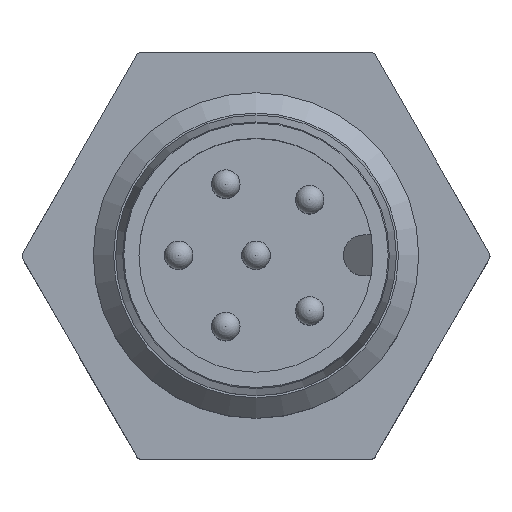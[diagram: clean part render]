
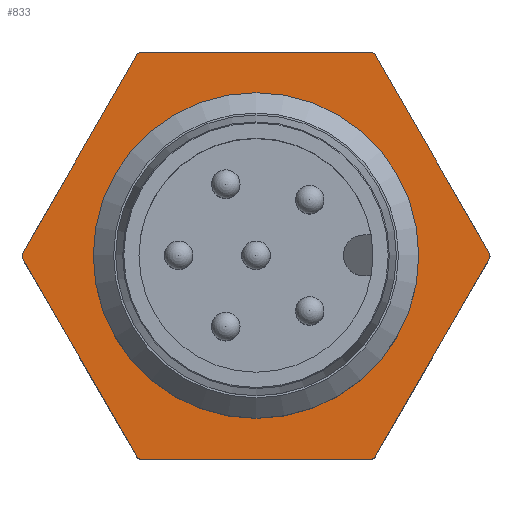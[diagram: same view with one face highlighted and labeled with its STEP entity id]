
A CAD part, top view. The second image highlights one B-rep face of the part: STEP entity #833.
In plain terms, the highlighted planar face has unit normal (0, 0, 1).
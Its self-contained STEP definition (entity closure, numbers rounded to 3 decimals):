
#596=PLANE('',#2737);
#655=FACE_BOUND('',#1128,.T.);
#656=FACE_BOUND('',#1129,.T.);
#833=ADVANCED_FACE('',(#655,#656),#596,.F.);
#1128=EDGE_LOOP('',(#1546));
#1129=EDGE_LOOP('',(#1547,#1548,#1549,#1550,#1551,#1552,#1553,#1554,#1555,
#1556,#1557,#1558));
#1374=LINE('',#3786,#1454);
#1375=LINE('',#3790,#1455);
#1376=LINE('',#3794,#1456);
#1377=LINE('',#3798,#1457);
#1378=LINE('',#3802,#1458);
#1379=LINE('',#3806,#1459);
#1454=VECTOR('',#3074,1.);
#1455=VECTOR('',#3077,1.);
#1456=VECTOR('',#3080,1.);
#1457=VECTOR('',#3083,1.);
#1458=VECTOR('',#3086,1.);
#1459=VECTOR('',#3089,1.);
#1546=ORIENTED_EDGE('',*,*,#2298,.T.);
#1547=ORIENTED_EDGE('',*,*,#2299,.F.);
#1548=ORIENTED_EDGE('',*,*,#2300,.T.);
#1549=ORIENTED_EDGE('',*,*,#2301,.F.);
#1550=ORIENTED_EDGE('',*,*,#2302,.T.);
#1551=ORIENTED_EDGE('',*,*,#2303,.F.);
#1552=ORIENTED_EDGE('',*,*,#2304,.T.);
#1553=ORIENTED_EDGE('',*,*,#2305,.F.);
#1554=ORIENTED_EDGE('',*,*,#2306,.F.);
#1555=ORIENTED_EDGE('',*,*,#2307,.F.);
#1556=ORIENTED_EDGE('',*,*,#2308,.F.);
#1557=ORIENTED_EDGE('',*,*,#2309,.F.);
#1558=ORIENTED_EDGE('',*,*,#2310,.F.);
#2090=VERTEX_POINT('',#3782);
#2091=VERTEX_POINT('',#3784);
#2092=VERTEX_POINT('',#3785);
#2093=VERTEX_POINT('',#3787);
#2094=VERTEX_POINT('',#3789);
#2095=VERTEX_POINT('',#3791);
#2096=VERTEX_POINT('',#3793);
#2097=VERTEX_POINT('',#3795);
#2098=VERTEX_POINT('',#3797);
#2099=VERTEX_POINT('',#3799);
#2100=VERTEX_POINT('',#3801);
#2101=VERTEX_POINT('',#3803);
#2102=VERTEX_POINT('',#3805);
#2298=EDGE_CURVE('',#2090,#2090,#2566,.T.);
#2299=EDGE_CURVE('',#2091,#2092,#2567,.T.);
#2300=EDGE_CURVE('',#2091,#2093,#1374,.T.);
#2301=EDGE_CURVE('',#2094,#2093,#2568,.T.);
#2302=EDGE_CURVE('',#2094,#2095,#1375,.T.);
#2303=EDGE_CURVE('',#2096,#2095,#2569,.T.);
#2304=EDGE_CURVE('',#2096,#2097,#1376,.T.);
#2305=EDGE_CURVE('',#2098,#2097,#2570,.T.);
#2306=EDGE_CURVE('',#2099,#2098,#1377,.T.);
#2307=EDGE_CURVE('',#2100,#2099,#2571,.T.);
#2308=EDGE_CURVE('',#2101,#2100,#1378,.T.);
#2309=EDGE_CURVE('',#2102,#2101,#2572,.T.);
#2310=EDGE_CURVE('',#2092,#2102,#1379,.T.);
#2566=CIRCLE('',#2730,3.45);
#2567=CIRCLE('',#2731,5.75);
#2568=CIRCLE('',#2732,5.75);
#2569=CIRCLE('',#2733,5.75);
#2570=CIRCLE('',#2734,5.75);
#2571=CIRCLE('',#2735,5.75);
#2572=CIRCLE('',#2736,5.75);
#2730=AXIS2_PLACEMENT_3D('',#3781,#3070,#3071);
#2731=AXIS2_PLACEMENT_3D('',#3783,#3072,#3073);
#2732=AXIS2_PLACEMENT_3D('',#3788,#3075,#3076);
#2733=AXIS2_PLACEMENT_3D('',#3792,#3078,#3079);
#2734=AXIS2_PLACEMENT_3D('',#3796,#3081,#3082);
#2735=AXIS2_PLACEMENT_3D('',#3800,#3084,#3085);
#2736=AXIS2_PLACEMENT_3D('',#3804,#3087,#3088);
#2737=AXIS2_PLACEMENT_3D('',#3807,#3090,#3091);
#3070=DIRECTION('',(0.,0.,-1.));
#3071=DIRECTION('',(-1.,0.,0.));
#3072=DIRECTION('',(0.,0.,-1.));
#3073=DIRECTION('',(0.,-1.,0.));
#3074=DIRECTION('',(0.5,-0.866,0.));
#3075=DIRECTION('',(0.,0.,-1.));
#3076=DIRECTION('',(0.,-1.,0.));
#3077=DIRECTION('',(1.,0.,0.));
#3078=DIRECTION('',(0.,0.,-1.));
#3079=DIRECTION('',(0.,-1.,0.));
#3080=DIRECTION('',(0.5,0.866,0.));
#3081=DIRECTION('',(0.,0.,-1.));
#3082=DIRECTION('',(0.,-1.,0.));
#3083=DIRECTION('',(0.5,-0.866,0.));
#3084=DIRECTION('',(0.,0.,-1.));
#3085=DIRECTION('',(0.,-1.,0.));
#3086=DIRECTION('',(1.,0.,0.));
#3087=DIRECTION('',(0.,0.,-1.));
#3088=DIRECTION('',(0.,-1.,0.));
#3089=DIRECTION('',(0.5,0.866,0.));
#3090=DIRECTION('',(0.,0.,-1.));
#3091=DIRECTION('',(0.,-1.,0.));
#3781=CARTESIAN_POINT('',(-230.,10.,0.));
#3782=CARTESIAN_POINT('',(-233.45,10.,0.));
#3783=CARTESIAN_POINT('',(-230.,10.,0.));
#3784=CARTESIAN_POINT('',(-235.75,9.959,0.));
#3785=CARTESIAN_POINT('',(-235.75,10.041,0.));
#3786=CARTESIAN_POINT('',(-234.33,7.5,0.));
#3787=CARTESIAN_POINT('',(-232.91,5.041,0.));
#3788=CARTESIAN_POINT('',(-230.,10.,0.));
#3789=CARTESIAN_POINT('',(-232.839,5.,0.));
#3790=CARTESIAN_POINT('',(-230.,5.,0.));
#3791=CARTESIAN_POINT('',(-227.161,5.,0.));
#3792=CARTESIAN_POINT('',(-230.,10.,0.));
#3793=CARTESIAN_POINT('',(-227.09,5.041,0.));
#3794=CARTESIAN_POINT('',(-225.67,7.5,0.));
#3795=CARTESIAN_POINT('',(-224.25,9.959,0.));
#3796=CARTESIAN_POINT('',(-230.,10.,0.));
#3797=CARTESIAN_POINT('',(-224.25,10.041,0.));
#3798=CARTESIAN_POINT('',(-225.67,12.5,0.));
#3799=CARTESIAN_POINT('',(-227.09,14.959,0.));
#3800=CARTESIAN_POINT('',(-230.,10.,0.));
#3801=CARTESIAN_POINT('',(-227.161,15.,0.));
#3802=CARTESIAN_POINT('',(-230.,15.,0.));
#3803=CARTESIAN_POINT('',(-232.839,15.,0.));
#3804=CARTESIAN_POINT('',(-230.,10.,0.));
#3805=CARTESIAN_POINT('',(-232.91,14.959,0.));
#3806=CARTESIAN_POINT('',(-234.33,12.5,0.));
#3807=CARTESIAN_POINT('',(-230.,10.,0.));
